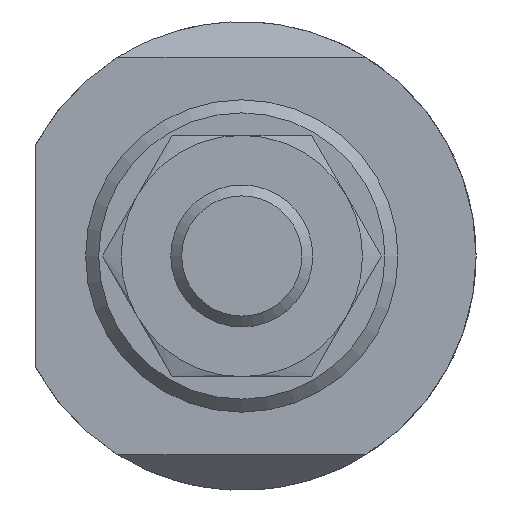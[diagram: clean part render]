
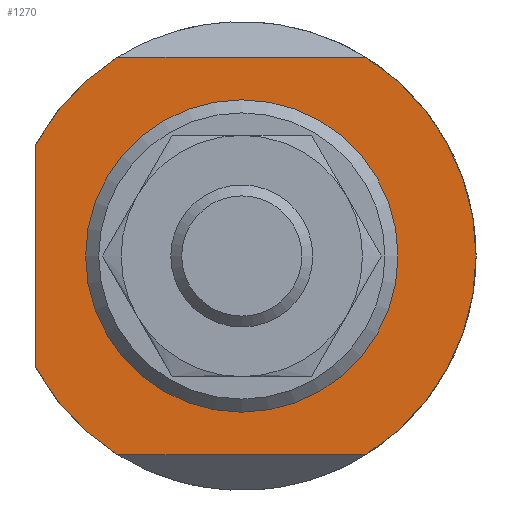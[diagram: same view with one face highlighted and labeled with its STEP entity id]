
A CAD part, left-side view. The second image highlights one B-rep face of the part: STEP entity #1270.
In plain terms, the highlighted face is planar.
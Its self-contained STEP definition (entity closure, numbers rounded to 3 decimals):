
#85=LINE('',#1999,#143);
#89=LINE('',#2010,#147);
#93=LINE('',#2052,#151);
#143=VECTOR('',#1601,1000.);
#147=VECTOR('',#1611,1000.);
#151=VECTOR('',#1663,1000.);
#293=ORIENTED_EDGE('',*,*,#604,.F.);
#294=ORIENTED_EDGE('',*,*,#624,.T.);
#295=ORIENTED_EDGE('',*,*,#609,.F.);
#296=ORIENTED_EDGE('',*,*,#625,.T.);
#297=ORIENTED_EDGE('',*,*,#626,.T.);
#298=ORIENTED_EDGE('',*,*,#627,.T.);
#299=ORIENTED_EDGE('',*,*,#623,.F.);
#604=EDGE_CURVE('',#776,#777,#85,.T.);
#609=EDGE_CURVE('',#780,#781,#89,.T.);
#623=EDGE_CURVE('',#793,#793,#904,.T.);
#624=EDGE_CURVE('',#776,#781,#905,.T.);
#625=EDGE_CURVE('',#780,#794,#906,.T.);
#626=EDGE_CURVE('',#794,#795,#93,.T.);
#627=EDGE_CURVE('',#795,#777,#907,.T.);
#776=VERTEX_POINT('',#1998);
#777=VERTEX_POINT('',#2000);
#780=VERTEX_POINT('',#2009);
#781=VERTEX_POINT('',#2011);
#793=VERTEX_POINT('',#2047);
#794=VERTEX_POINT('',#2051);
#795=VERTEX_POINT('',#2053);
#904=CIRCLE('',#1436,11.);
#905=CIRCLE('',#1438,16.5);
#906=CIRCLE('',#1439,16.5);
#907=CIRCLE('',#1440,16.5);
#994=EDGE_LOOP('',(#293,#294,#295,#296,#297,#298));
#995=EDGE_LOOP('',(#299));
#1118=FACE_BOUND('',#994,.T.);
#1119=FACE_BOUND('',#995,.T.);
#1219=PLANE('',#1437);
#1270=ADVANCED_FACE('',(#1118,#1119),#1219,.F.);
#1436=AXIS2_PLACEMENT_3D('',#2046,#1655,#1656);
#1437=AXIS2_PLACEMENT_3D('',#2048,#1657,#1658);
#1438=AXIS2_PLACEMENT_3D('',#2049,#1659,#1660);
#1439=AXIS2_PLACEMENT_3D('',#2050,#1661,#1662);
#1440=AXIS2_PLACEMENT_3D('',#2054,#1664,#1665);
#1601=DIRECTION('',(0.,1.,0.));
#1611=DIRECTION('',(0.,-1.,0.));
#1655=DIRECTION('',(1.,0.,0.));
#1656=DIRECTION('',(0.,0.,-1.));
#1657=DIRECTION('',(-1.,0.,0.));
#1658=DIRECTION('',(0.,0.,1.));
#1659=DIRECTION('',(1.,0.,0.));
#1660=DIRECTION('',(0.,0.,-1.));
#1661=DIRECTION('',(1.,0.,0.));
#1662=DIRECTION('',(0.,0.,-1.));
#1663=DIRECTION('',(0.,0.,1.));
#1664=DIRECTION('',(1.,0.,0.));
#1665=DIRECTION('',(0.,0.,-1.));
#1998=CARTESIAN_POINT('',(15.,-8.732,14.));
#1999=CARTESIAN_POINT('',(15.,16.5,14.));
#2000=CARTESIAN_POINT('',(15.,8.732,14.));
#2009=CARTESIAN_POINT('',(15.,8.732,-14.));
#2010=CARTESIAN_POINT('',(15.,16.5,-14.));
#2011=CARTESIAN_POINT('',(15.,-8.732,-14.));
#2046=CARTESIAN_POINT('',(15.,0.,0.));
#2047=CARTESIAN_POINT('',(15.,0.,-11.));
#2048=CARTESIAN_POINT('',(15.,16.5,0.));
#2049=CARTESIAN_POINT('',(15.,0.,0.));
#2050=CARTESIAN_POINT('',(15.,0.,0.));
#2051=CARTESIAN_POINT('',(15.,14.5,-7.874));
#2052=CARTESIAN_POINT('',(15.,14.5,0.));
#2053=CARTESIAN_POINT('',(15.,14.5,7.874));
#2054=CARTESIAN_POINT('',(15.,0.,0.));
